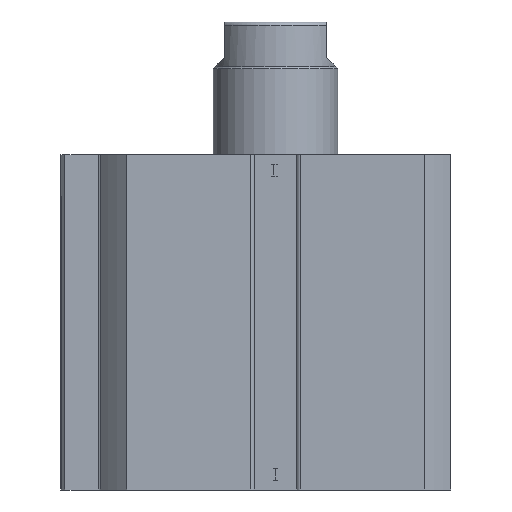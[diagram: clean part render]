
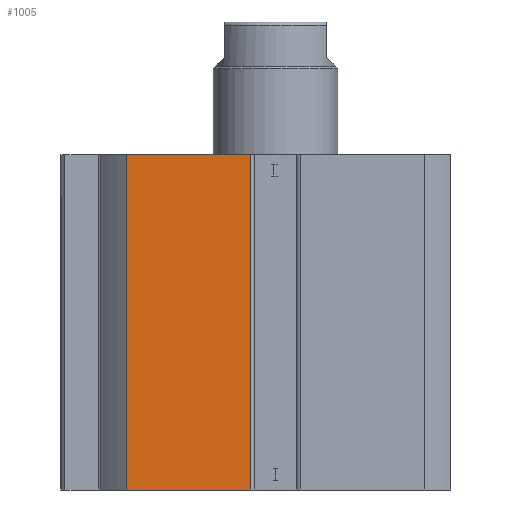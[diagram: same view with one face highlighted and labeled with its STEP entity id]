
A CAD part, left-side view. The second image highlights one B-rep face of the part: STEP entity #1005.
In plain terms, the highlighted planar face has unit normal (-1, 0, 0).
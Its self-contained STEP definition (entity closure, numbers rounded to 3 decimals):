
#274 = VECTOR ( 'NONE', #2668, 1000. ) ;
#276 = LINE ( 'NONE', #2667, #274 ) ;
#317 = LINE ( 'NONE', #2716, #327 ) ;
#327 = VECTOR ( 'NONE', #2722, 1000. ) ;
#333 = LINE ( 'NONE', #2727, #334 ) ;
#334 = VECTOR ( 'NONE', #2728, 1000. ) ;
#619 = LINE ( 'NONE', #3216, #622 ) ;
#622 = VECTOR ( 'NONE', #3217, 1000. ) ;
#1005 = ADVANCED_FACE ( 'NONE', ( #5596 ), #4044, .F. ) ;
#1659 = AXIS2_PLACEMENT_3D ( 'NONE', #4036, #4019, #4017 ) ;
#1935 = EDGE_CURVE ( 'NONE', #4697, #4698, #276, .T. ) ;
#1958 = EDGE_CURVE ( 'NONE', #4698, #4505, #317, .T. ) ;
#1961 = EDGE_CURVE ( 'NONE', #4697, #4521, #333, .T. ) ;
#2148 = EDGE_CURVE ( 'NONE', #4521, #4505, #619, .T. ) ;
#2667 = CARTESIAN_POINT ( 'NONE',  ( -22.5, -22.5, 0. ) ) ;
#2668 = DIRECTION ( 'NONE',  ( 0., -1., 0. ) ) ;
#2716 = CARTESIAN_POINT ( 'NONE',  ( -22.5, 3.2, 43. ) ) ;
#2722 = DIRECTION ( 'NONE',  ( 0., 0., 1. ) ) ;
#2727 = CARTESIAN_POINT ( 'NONE',  ( -22.5, 19.079, 0. ) ) ;
#2728 = DIRECTION ( 'NONE',  ( 0., 0., 1. ) ) ;
#3216 = CARTESIAN_POINT ( 'NONE',  ( -22.5, -22.5, 43. ) ) ;
#3217 = DIRECTION ( 'NONE',  ( 0., -1., 0. ) ) ;
#3429 = CARTESIAN_POINT ( 'NONE',  ( -22.5, 3.2, 43. ) ) ;
#3432 = CARTESIAN_POINT ( 'NONE',  ( -22.5, 19.079, 43. ) ) ;
#3503 = CARTESIAN_POINT ( 'NONE',  ( -22.5, 19.079, 0. ) ) ;
#3504 = CARTESIAN_POINT ( 'NONE',  ( -22.5, 3.2, 0. ) ) ;
#4017 = DIRECTION ( 'NONE',  ( 0., 0., -1. ) ) ;
#4019 = DIRECTION ( 'NONE',  ( 1., 0., 0. ) ) ;
#4036 = CARTESIAN_POINT ( 'NONE',  ( -22.5, -22.5, 43. ) ) ;
#4044 = PLANE ( 'NONE',  #1659 ) ;
#4505 = VERTEX_POINT ( 'NONE', #3429 ) ;
#4521 = VERTEX_POINT ( 'NONE', #3432 ) ;
#4697 = VERTEX_POINT ( 'NONE', #3503 ) ;
#4698 = VERTEX_POINT ( 'NONE', #3504 ) ;
#5596 = FACE_OUTER_BOUND ( 'NONE', #6807, .T. ) ;
#6305 = ORIENTED_EDGE ( 'NONE', *, *, #2148, .F. ) ;
#6306 = ORIENTED_EDGE ( 'NONE', *, *, #1958, .T. ) ;
#6307 = ORIENTED_EDGE ( 'NONE', *, *, #1935, .T. ) ;
#6308 = ORIENTED_EDGE ( 'NONE', *, *, #1961, .F. ) ;
#6807 = EDGE_LOOP ( 'NONE', ( #6308, #6307, #6306, #6305 ) ) ;
